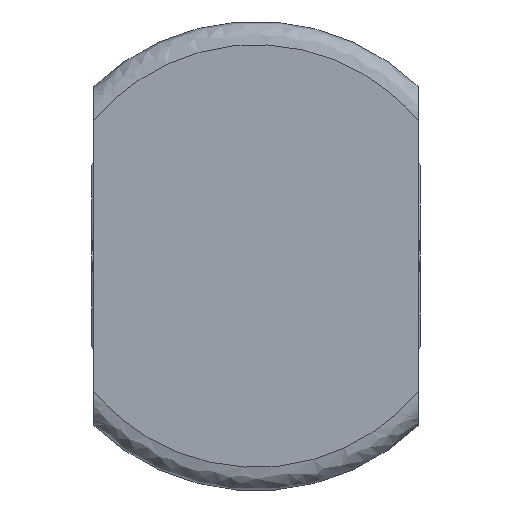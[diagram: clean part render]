
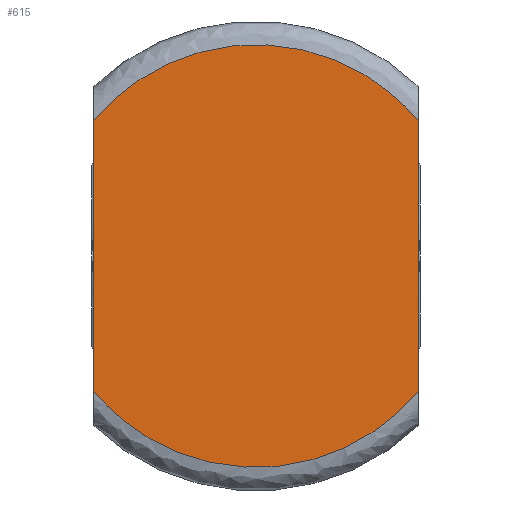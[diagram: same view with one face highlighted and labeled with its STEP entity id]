
A CAD part, left-side view. The second image highlights one B-rep face of the part: STEP entity #615.
In plain terms, the highlighted face is planar.
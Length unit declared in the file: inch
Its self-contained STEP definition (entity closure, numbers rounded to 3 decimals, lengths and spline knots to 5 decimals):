
#75 = CARTESIAN_POINT ( 'NONE',  ( -0.28496, 0.3937, 0.27165 ) ) ;
#146 = CARTESIAN_POINT ( 'NONE',  ( -0.2275, 0.3937, -0.27165 ) ) ;
#166 = EDGE_LOOP ( 'NONE', ( #228, #363, #1387, #1286 ) ) ;
#170 = EDGE_CURVE ( 'NONE', #1407, #1722, #1708, .T. ) ;
#192 = DIRECTION ( 'NONE',  ( 1., 0., 0. ) ) ;
#228 = ORIENTED_EDGE ( 'NONE', *, *, #170, .F. ) ;
#256 =( BOUNDED_CURVE ( )  B_SPLINE_CURVE ( 3, ( #737, #747, #910, #1342 ),
 .UNSPECIFIED., .F., .T. ) 
 B_SPLINE_CURVE_WITH_KNOTS ( ( 4, 4 ),
 ( 0., 1. ),
 .UNSPECIFIED. ) 
 CURVE ( )  GEOMETRIC_REPRESENTATION_ITEM ( )  RATIONAL_B_SPLINE_CURVE ( ( 1., 0.761, 0.761, 1. ) ) 
 REPRESENTATION_ITEM ( '' )  );
#259 = CARTESIAN_POINT ( 'NONE',  ( -0.2275, 0.3937, 0.27165 ) ) ;
#363 = ORIENTED_EDGE ( 'NONE', *, *, #1622, .T. ) ;
#425 = CARTESIAN_POINT ( 'NONE',  ( -0.2275, 0.3937, -0.27165 ) ) ;
#563 = AXIS2_PLACEMENT_3D ( 'NONE', #665, #819, #1427 ) ;
#597 = EDGE_CURVE ( 'NONE', #1275, #728, #256, .T. ) ;
#615 = ADVANCED_FACE ( 'NONE', ( #648 ), #1544, .F. ) ;
#616 = LINE ( 'NONE', #1657, #1663 ) ;
#648 = FACE_OUTER_BOUND ( 'NONE', #166, .T. ) ;
#665 = CARTESIAN_POINT ( 'NONE',  ( 0., 0.3937, 0. ) ) ;
#728 = VERTEX_POINT ( 'NONE', #790 ) ;
#737 = CARTESIAN_POINT ( 'NONE',  ( 0.2275, 0.3937, -0.27165 ) ) ;
#747 = CARTESIAN_POINT ( 'NONE',  ( 0.40986, 0.3937, -0.11893 ) ) ;
#790 = CARTESIAN_POINT ( 'NONE',  ( 0.2275, 0.3937, 0.27165 ) ) ;
#800 = LINE ( 'NONE', #75, #1082 ) ;
#819 = DIRECTION ( 'NONE',  ( 0., -1., 0. ) ) ;
#830 = EDGE_CURVE ( 'NONE', #1722, #1275, #616, .T. ) ;
#910 = CARTESIAN_POINT ( 'NONE',  ( 0.40986, 0.3937, 0.11893 ) ) ;
#1082 = VECTOR ( 'NONE', #1724, 39.37008 ) ;
#1187 = CARTESIAN_POINT ( 'NONE',  ( -0.40986, 0.3937, 0.11893 ) ) ;
#1203 = CARTESIAN_POINT ( 'NONE',  ( 0.2275, 0.3937, -0.27165 ) ) ;
#1275 = VERTEX_POINT ( 'NONE', #1203 ) ;
#1286 = ORIENTED_EDGE ( 'NONE', *, *, #830, .F. ) ;
#1342 = CARTESIAN_POINT ( 'NONE',  ( 0.2275, 0.3937, 0.27165 ) ) ;
#1387 = ORIENTED_EDGE ( 'NONE', *, *, #597, .F. ) ;
#1407 = VERTEX_POINT ( 'NONE', #259 ) ;
#1427 = DIRECTION ( 'NONE',  ( 0., 0., 1. ) ) ;
#1478 = CARTESIAN_POINT ( 'NONE',  ( -0.2275, 0.3937, 0.27165 ) ) ;
#1544 = PLANE ( 'NONE',  #563 ) ;
#1622 = EDGE_CURVE ( 'NONE', #1407, #728, #800, .T. ) ;
#1657 = CARTESIAN_POINT ( 'NONE',  ( 0., 0.3937, -0.27165 ) ) ;
#1663 = VECTOR ( 'NONE', #192, 39.37008 ) ;
#1708 =( BOUNDED_CURVE ( )  B_SPLINE_CURVE ( 3, ( #1478, #1187, #1776, #425 ),
 .UNSPECIFIED., .F., .T. ) 
 B_SPLINE_CURVE_WITH_KNOTS ( ( 4, 4 ),
 ( 0., 1. ),
 .UNSPECIFIED. ) 
 CURVE ( )  GEOMETRIC_REPRESENTATION_ITEM ( )  RATIONAL_B_SPLINE_CURVE ( ( 1., 0.761, 0.761, 1. ) ) 
 REPRESENTATION_ITEM ( '' )  );
#1722 = VERTEX_POINT ( 'NONE', #146 ) ;
#1724 = DIRECTION ( 'NONE',  ( 1., 0., 0. ) ) ;
#1776 = CARTESIAN_POINT ( 'NONE',  ( -0.40986, 0.3937, -0.11893 ) ) ;
